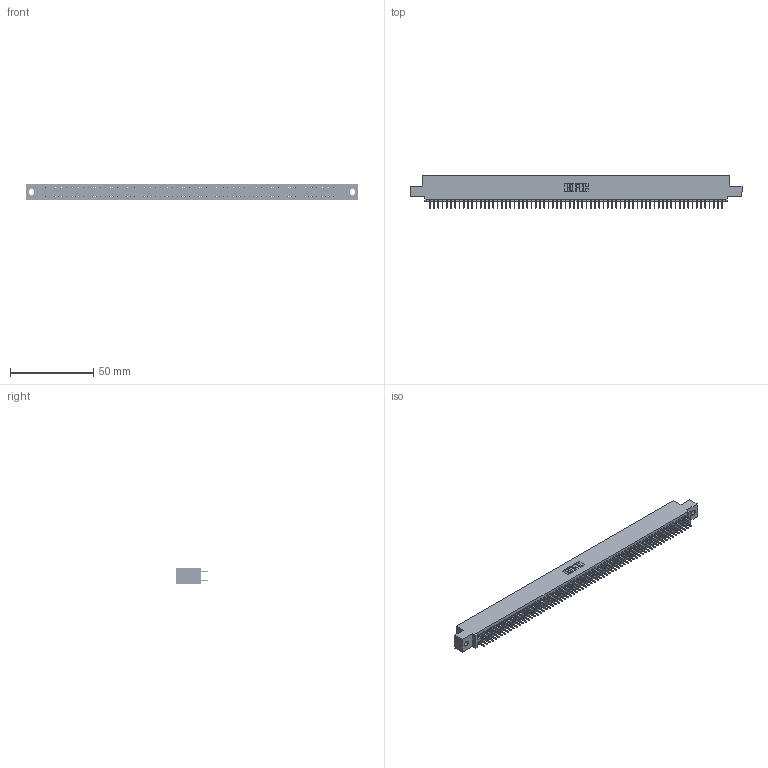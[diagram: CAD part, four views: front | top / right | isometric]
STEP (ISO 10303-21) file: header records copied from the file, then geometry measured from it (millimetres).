
FILE_DESCRIPTION (( 'STEP AP203' ), '1' );
FILE_NAME ('395-140-524-502.STEP', '2018-12-05T20:59:32', ( '' ), ( '' ), 'SwSTEP 2.0', 'SolidWorks 2016', '' );
FILE_SCHEMA (( 'CONFIG_CONTROL_DESIGN' ));
Length unit declared in the file: inch
Products named in the file (3): 345 Part_0.110 Offset - 0.128 Dia; 395-140-524-502; 345-292-001_345-293-124
Assembly tree (141 placements, depth 2):
  395-140-524-502
    345 Part_0.110 Offset - 0.128 Dia
    345-292-001_345-293-124  x140
Bounding box: 199.01 x 19.35 x 9.4 mm (x, y, z)
Volume: 19269.9 mm3; surface area: 28287.3 mm2
Topology: 141 solids, 141 shells, 7690 faces, 21773 edges, 13954 vertices
Faces by surface type: plane 5544, cylinder 2146
Entity records: 51363 total; most frequent: CARTESIAN_POINT 8584, ORIENTED_EDGE 8518, DIRECTION 7535, EDGE_CURVE 4259, LINE 3851, VECTOR 3851, VERTEX_POINT 2834, AXIS2_PLACEMENT_3D 1842
